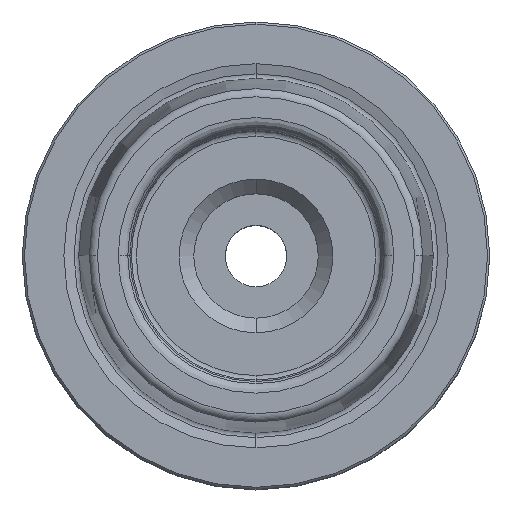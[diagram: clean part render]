
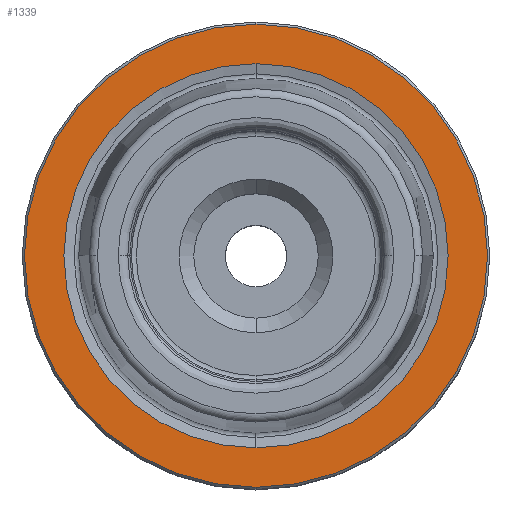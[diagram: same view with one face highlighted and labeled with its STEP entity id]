
A CAD part, top view. The second image highlights one B-rep face of the part: STEP entity #1339.
In plain terms, the highlighted planar face has unit normal (0, 0, 1).
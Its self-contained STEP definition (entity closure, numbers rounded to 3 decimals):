
#855=VERTEX_POINT('NONE',#2258);
#1229=EDGE_CURVE('NONE',#1973,#855,#2678,.T.);
#1239=VERTEX_POINT('NONE',#2690);
#1339=ADVANCED_FACE('NONE',(#2801,#2802),#2803,.F.);
#1745=VERTEX_POINT('NONE',#3250);
#1779=EDGE_CURVE('NONE',#855,#1973,#3286,.T.);
#1973=VERTEX_POINT('NONE',#3504);
#2005=EDGE_CURVE('NONE',#1239,#1745,#3539,.T.);
#2009=EDGE_CURVE('NONE',#1745,#1239,#3543,.T.);
#2258=CARTESIAN_POINT('',(0.0,13.124,0.));
#2678=CIRCLE('',#4507,13.124);
#2690=CARTESIAN_POINT('',(0.,15.82,0.));
#2801=FACE_OUTER_BOUND('',#4665,.T.);
#2802=FACE_BOUND('',#4666,.T.);
#2803=PLANE('',#4667);
#3250=CARTESIAN_POINT('',(0.0,-15.82,0.));
#3286=CIRCLE('',#5350,13.124);
#3504=CARTESIAN_POINT('',(0.,-13.124,0.));
#3539=CIRCLE('',#5694,15.82);
#3543=CIRCLE('',#5701,15.82);
#4507=AXIS2_PLACEMENT_3D('',#6633,#6634,#6635);
#4665=EDGE_LOOP('',(#6794,#6795));
#4666=EDGE_LOOP('',(#6796,#6797));
#4667=AXIS2_PLACEMENT_3D('',#6798,#6799,#6800);
#5350=AXIS2_PLACEMENT_3D('',#7361,#7362,#7363);
#5694=AXIS2_PLACEMENT_3D('',#7677,#7678,#7679);
#5701=AXIS2_PLACEMENT_3D('',#7681,#7682,#7683);
#6633=CARTESIAN_POINT('',(0.,0.,0.));
#6634=DIRECTION('',(0.0,-0.0,1.0));
#6635=DIRECTION('',(1.0,0.0,0.0));
#6794=ORIENTED_EDGE('',*,*,#2009,.T.);
#6795=ORIENTED_EDGE('',*,*,#2005,.T.);
#6796=ORIENTED_EDGE('',*,*,#1779,.F.);
#6797=ORIENTED_EDGE('',*,*,#1229,.F.);
#6798=CARTESIAN_POINT('',(0.0,-12.639,0.));
#6799=DIRECTION('',(0.0,0.0,-1.0));
#6800=DIRECTION('',(0.0,-1.0,0.0));
#7361=CARTESIAN_POINT('',(0.,0.,0.));
#7362=DIRECTION('',(0.0,-0.0,1.0));
#7363=DIRECTION('',(1.0,0.0,0.0));
#7677=CARTESIAN_POINT('',(0.,0.,0.));
#7678=DIRECTION('',(0.0,-0.0,1.0));
#7679=DIRECTION('',(1.0,0.0,0.0));
#7681=CARTESIAN_POINT('',(0.,0.,0.));
#7682=DIRECTION('',(0.0,-0.0,1.0));
#7683=DIRECTION('',(1.0,0.0,0.0));
